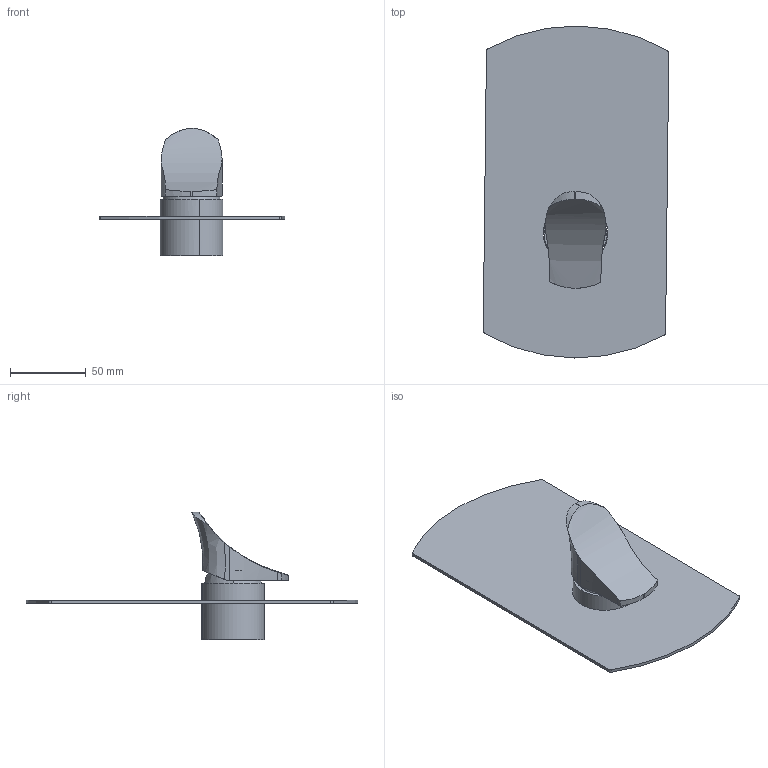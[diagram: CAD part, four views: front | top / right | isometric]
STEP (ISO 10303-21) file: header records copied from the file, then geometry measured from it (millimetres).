
FILE_DESCRIPTION (( 'STEP AP214' ), '1' );
FILE_NAME ('13189.STEP', '2024-02-08T13:54:19', ( '' ), ( '' ), 'SwSTEP 2.0', 'SolidWorks 2018', '' );
FILE_SCHEMA (( 'AUTOMOTIVE_DESIGN' ));
Length unit declared in the file: millimetre
Products named in the file (6): contenitore cart. diam.35.IGS.IGS.IGS.IGS.IGS.IGS.IGS.IGS^13189UN; cappuccio minimalista.IGS.IGS.IGS.IGS.IGS.IGS.IGS.IGS^13189UN; leva b鋘; 13189UN; 13189; 859
Assembly tree (5 placements, depth 3):
  13189
    13189UN
      859
      contenitore cart. diam.35.IGS.IGS.IGS.IGS.IGS.IGS.IGS.IGS^13189UN
      cappuccio minimalista.IGS.IGS.IGS.IGS.IGS.IGS.IGS.IGS^13189UN
      leva b鋘
Bounding box: 122.12 x 218.46 x 83.69 mm (x, y, z)
Volume: 132239.3 mm3; surface area: 67163.4 mm2
Topology: 4 solids, 4 shells, 42 faces, 102 edges, 68 vertices
Faces by surface type: bspline 20, plane 12, cylinder 10
Entity records: 2144 total; most frequent: CARTESIAN_POINT 900, ORIENTED_EDGE 204, DIRECTION 142, EDGE_CURVE 102, VERTEX_POINT 68, AXIS2_PLACEMENT_3D 52, EDGE_LOOP 44, FACE_OUTER_BOUND 42
